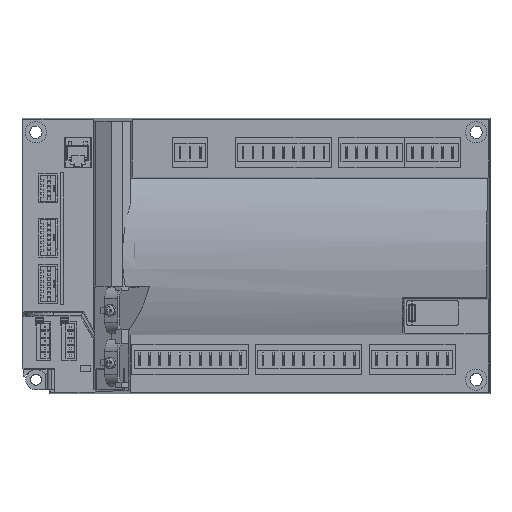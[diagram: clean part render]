
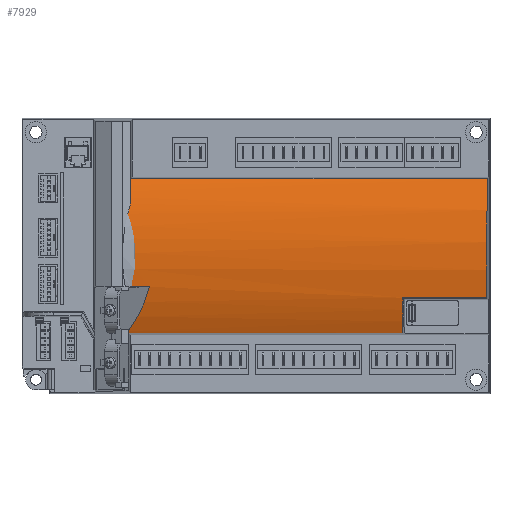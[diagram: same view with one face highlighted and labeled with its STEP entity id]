
A CAD part, top view. The second image highlights one B-rep face of the part: STEP entity #7929.
In plain terms, the highlighted cylindrical face has radius 100 mm (diameter 200 mm), a partial arc.
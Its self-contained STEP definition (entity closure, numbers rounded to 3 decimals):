
#7245=CYLINDRICAL_SURFACE('',#32208,100.);
#7329=ELLIPSE('',#32180,155.572,100.);
#7331=ELLIPSE('',#32185,200.,100.);
#7333=ELLIPSE('',#32194,100.034,100.);
#7335=ELLIPSE('',#32203,200.,100.);
#7336=ELLIPSE('',#32205,100.034,100.);
#7337=ELLIPSE('',#32207,100.034,100.);
#7561=CIRCLE('',#32206,100.);
#7929=ADVANCED_FACE('',(#10556),#7245,.T.);
#10556=FACE_OUTER_BOUND('',#11892,.T.);
#11892=EDGE_LOOP('',(#13771,#13772,#13773,#13774,#13775,#13776,#13777,#13778,
#13779,#13780,#13781));
#13771=ORIENTED_EDGE('',*,*,#22856,.F.);
#13772=ORIENTED_EDGE('',*,*,#22713,.T.);
#13773=ORIENTED_EDGE('',*,*,#22758,.F.);
#13774=ORIENTED_EDGE('',*,*,#22857,.T.);
#13775=ORIENTED_EDGE('',*,*,#22814,.T.);
#13776=ORIENTED_EDGE('',*,*,#22858,.F.);
#13777=ORIENTED_EDGE('',*,*,#22859,.F.);
#13778=ORIENTED_EDGE('',*,*,#22860,.F.);
#13779=ORIENTED_EDGE('',*,*,#22817,.F.);
#13780=ORIENTED_EDGE('',*,*,#22805,.T.);
#13781=ORIENTED_EDGE('',*,*,#22732,.T.);
#20465=VERTEX_POINT('',#40466);
#20466=VERTEX_POINT('',#40468);
#20481=VERTEX_POINT('',#40503);
#20483=VERTEX_POINT('',#40506);
#20505=VERTEX_POINT('',#40554);
#20542=VERTEX_POINT('',#40648);
#20550=VERTEX_POINT('',#40665);
#20551=VERTEX_POINT('',#40667);
#20553=VERTEX_POINT('',#40673);
#20588=VERTEX_POINT('',#40753);
#20589=VERTEX_POINT('',#40755);
#22713=EDGE_CURVE('',#20466,#20465,#26144,.T.);
#22732=EDGE_CURVE('',#20483,#20481,#7329,.T.);
#22758=EDGE_CURVE('',#20505,#20465,#7331,.T.);
#22805=EDGE_CURVE('',#20542,#20483,#7333,.T.);
#22814=EDGE_CURVE('',#20551,#20550,#26232,.T.);
#22817=EDGE_CURVE('',#20542,#20553,#26235,.T.);
#22856=EDGE_CURVE('',#20466,#20481,#7335,.T.);
#22857=EDGE_CURVE('',#20505,#20551,#7336,.T.);
#22858=EDGE_CURVE('',#20588,#20550,#7561,.T.);
#22859=EDGE_CURVE('',#20589,#20588,#26271,.T.);
#22860=EDGE_CURVE('',#20553,#20589,#7337,.T.);
#26144=LINE('',#40467,#29241);
#26232=LINE('',#40666,#29329);
#26235=LINE('',#40672,#29332);
#26271=LINE('',#40754,#29368);
#29241=VECTOR('',#34022,1.);
#29329=VECTOR('',#34150,1.);
#29332=VECTOR('',#34155,1.);
#29368=VECTOR('',#34211,1.);
#32180=AXIS2_PLACEMENT_3D('',#40505,#34047,#34048);
#32185=AXIS2_PLACEMENT_3D('',#40555,#34079,#34080);
#32194=AXIS2_PLACEMENT_3D('',#40647,#34138,#34139);
#32203=AXIS2_PLACEMENT_3D('',#40749,#34203,#34204);
#32205=AXIS2_PLACEMENT_3D('',#40751,#34207,#34208);
#32206=AXIS2_PLACEMENT_3D('',#40752,#34209,#34210);
#32207=AXIS2_PLACEMENT_3D('',#40756,#34212,#34213);
#32208=AXIS2_PLACEMENT_3D('',#40757,#34214,#34215);
#34022=DIRECTION('',(1.,0.,0.));
#34047=DIRECTION('',(0.643,0.,0.766));
#34048=DIRECTION('',(0.766,0.,-0.643));
#34079=DIRECTION('',(-0.5,0.,0.866));
#34080=DIRECTION('',(0.866,0.,0.5));
#34138=DIRECTION('',(1.,0.,0.026));
#34139=DIRECTION('',(0.026,0.,-1.));
#34150=DIRECTION('',(1.,0.,0.));
#34155=DIRECTION('',(1.,0.,0.));
#34203=DIRECTION('',(-0.5,0.,0.866));
#34204=DIRECTION('',(0.866,0.,0.5));
#34207=DIRECTION('',(1.,0.,0.026));
#34208=DIRECTION('',(0.026,0.,-1.));
#34209=DIRECTION('',(1.,0.,0.));
#34210=DIRECTION('',(0.,0.,-1.));
#34211=DIRECTION('',(-1.,0.,0.));
#34212=DIRECTION('',(1.,0.,0.026));
#34213=DIRECTION('',(0.026,0.,-1.));
#34214=DIRECTION('',(1.,0.,0.));
#34215=DIRECTION('',(0.,0.,-1.));
#40466=CARTESIAN_POINT('',(62.522,52.207,57.824));
#40467=CARTESIAN_POINT('',(46.,52.207,57.824));
#40468=CARTESIAN_POINT('',(53.522,52.207,57.824));
#40503=CARTESIAN_POINT('',(51.774,88.292,56.815));
#40505=CARTESIAN_POINT('',(168.345,67.5,-41.));
#40506=CARTESIAN_POINT('',(53.132,93.07,55.676));
#40554=CARTESIAN_POINT('',(52.231,30.446,51.882));
#40555=CARTESIAN_POINT('',(-108.645,67.5,-41.));
#40647=CARTESIAN_POINT('',(55.663,67.5,-41.));
#40648=CARTESIAN_POINT('',(53.241,105.541,51.482));
#40665=CARTESIAN_POINT('',(187.374,29.459,51.482));
#40666=CARTESIAN_POINT('',(46.,29.459,51.482));
#40667=CARTESIAN_POINT('',(52.241,29.459,51.482));
#40672=CARTESIAN_POINT('',(46.,105.541,51.482));
#40673=CARTESIAN_POINT('',(229.005,105.541,51.482));
#40749=CARTESIAN_POINT('',(-117.645,67.5,-41.));
#40751=CARTESIAN_POINT('',(54.663,67.5,-41.));
#40752=CARTESIAN_POINT('',(187.374,67.5,-41.));
#40753=CARTESIAN_POINT('',(187.374,46.8,56.834));
#40754=CARTESIAN_POINT('',(46.,46.8,56.834));
#40755=CARTESIAN_POINT('',(228.865,46.8,56.834));
#40756=CARTESIAN_POINT('',(231.427,67.5,-41.));
#40757=CARTESIAN_POINT('',(46.,67.5,-41.));
